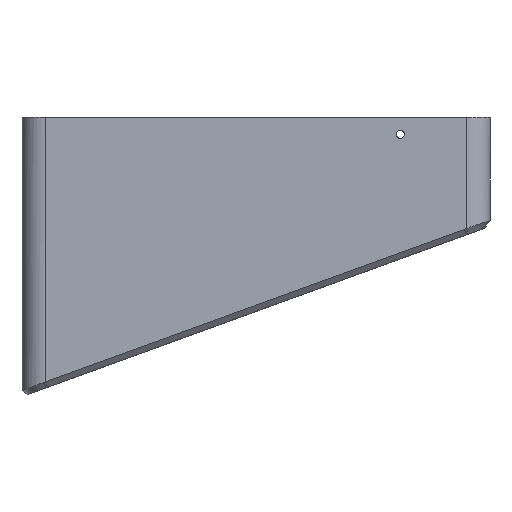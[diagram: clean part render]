
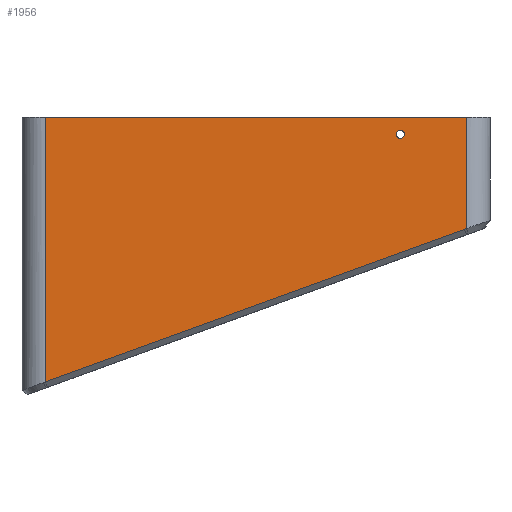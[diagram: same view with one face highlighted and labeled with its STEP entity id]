
A CAD part, left-side view. The second image highlights one B-rep face of the part: STEP entity #1956.
In plain terms, the highlighted planar face has unit normal (-1, 0, 0).
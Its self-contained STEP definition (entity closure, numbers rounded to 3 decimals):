
#74=FACE_BOUND('',#396,.T.);
#133=CIRCLE('',#2066,0.7);
#273=FACE_OUTER_BOUND('',#395,.T.);
#395=EDGE_LOOP('',(#1797,#1798,#1799,#1800,#1801));
#396=EDGE_LOOP('',(#1802));
#437=LINE('',#3193,#606);
#452=LINE('',#3278,#621);
#562=LINE('',#3688,#731);
#565=LINE('',#3695,#734);
#606=VECTOR('',#2243,10.);
#621=VECTOR('',#2278,10.);
#731=VECTOR('',#2658,10.);
#734=VECTOR('',#2667,10.);
#758=B_SPLINE_CURVE_WITH_KNOTS('',3,(#3210,#3211,#3212,#3213),
 .UNSPECIFIED.,.F.,.F.,(4,4),(1.485,1.571),
 .UNSPECIFIED.);
#824=VERTEX_POINT('',#3160);
#825=VERTEX_POINT('',#3189);
#826=VERTEX_POINT('',#3191);
#846=VERTEX_POINT('',#3277);
#889=VERTEX_POINT('',#3438);
#949=VERTEX_POINT('',#3687);
#1029=EDGE_CURVE('',#826,#825,#437,.T.);
#1030=EDGE_CURVE('',#824,#826,#758,.T.);
#1053=EDGE_CURVE('',#825,#846,#452,.T.);
#1129=EDGE_CURVE('',#889,#889,#133,.T.);
#1230=EDGE_CURVE('',#846,#949,#562,.T.);
#1234=EDGE_CURVE('',#824,#949,#565,.T.);
#1797=ORIENTED_EDGE('',*,*,#1030,.F.);
#1798=ORIENTED_EDGE('',*,*,#1234,.T.);
#1799=ORIENTED_EDGE('',*,*,#1230,.F.);
#1800=ORIENTED_EDGE('',*,*,#1053,.F.);
#1801=ORIENTED_EDGE('',*,*,#1029,.F.);
#1802=ORIENTED_EDGE('',*,*,#1129,.T.);
#1852=PLANE('',#2146);
#1956=ADVANCED_FACE('',(#273,#74),#1852,.T.);
#2066=AXIS2_PLACEMENT_3D('',#3439,#2446,#2447);
#2146=AXIS2_PLACEMENT_3D('',#3696,#2668,#2669);
#2243=DIRECTION('',(0.,0.94,-0.342));
#2278=DIRECTION('',(0.,0.,1.));
#2446=DIRECTION('center_axis',(1.,0.,0.));
#2447=DIRECTION('ref_axis',(0.,-1.,0.));
#2658=DIRECTION('',(0.,-1.,0.));
#2667=DIRECTION('',(0.,0.,1.));
#2668=DIRECTION('center_axis',(-1.,0.,0.));
#2669=DIRECTION('ref_axis',(0.,-1.,0.));
#3160=CARTESIAN_POINT('',(-53.72,4.,-18.936));
#3189=CARTESIAN_POINT('',(-53.72,75.75,-45.051));
#3191=CARTESIAN_POINT('',(-53.72,4.342,-19.06));
#3193=CARTESIAN_POINT('',(-53.72,36.02,-30.59));
#3210=CARTESIAN_POINT('Ctrl Pts',(-53.72,4.,-18.936));
#3211=CARTESIAN_POINT('Ctrl Pts',(-53.72,4.115,-18.977));
#3212=CARTESIAN_POINT('Ctrl Pts',(-53.72,4.228,-19.019));
#3213=CARTESIAN_POINT('Ctrl Pts',(-53.72,4.342,-19.06));
#3277=CARTESIAN_POINT('',(-53.72,75.75,0.));
#3278=CARTESIAN_POINT('',(-53.72,75.75,-20.));
#3438=CARTESIAN_POINT('',(-53.72,16.002,-2.873));
#3439=CARTESIAN_POINT('Origin',(-53.72,15.302,-2.873));
#3687=CARTESIAN_POINT('',(-53.72,4.,0.));
#3688=CARTESIAN_POINT('',(-53.72,57.813,0.));
#3695=CARTESIAN_POINT('',(-53.72,4.,-20.));
#3696=CARTESIAN_POINT('Origin',(-53.72,75.75,-20.));
